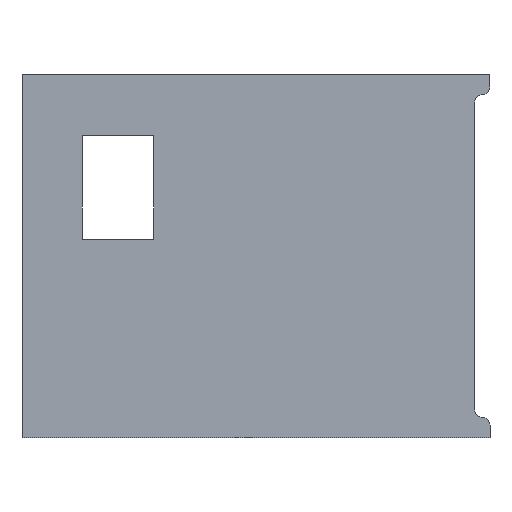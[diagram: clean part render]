
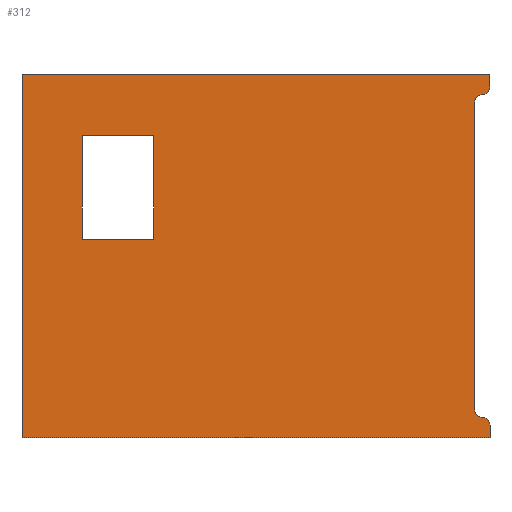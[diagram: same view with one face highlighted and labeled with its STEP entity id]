
A CAD part, left-side view. The second image highlights one B-rep face of the part: STEP entity #312.
In plain terms, the highlighted planar face has unit normal (-1, 0, 0).
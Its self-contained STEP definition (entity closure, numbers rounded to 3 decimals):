
#16=FACE_BOUND('',#62,.T.);
#28=PLANE('',#350);
#44=FACE_OUTER_BOUND('',#61,.T.);
#61=EDGE_LOOP('',(#279,#280,#281,#282,#283,#284,#285,#286,#287,#288));
#62=EDGE_LOOP('',(#289,#290,#291,#292));
#67=LINE('',#450,#101);
#72=LINE('',#468,#106);
#82=LINE('',#493,#116);
#84=LINE('',#498,#118);
#87=LINE('',#503,#121);
#89=LINE('',#507,#123);
#91=LINE('',#510,#125);
#92=LINE('',#513,#126);
#94=LINE('',#517,#128);
#96=LINE('',#520,#130);
#101=VECTOR('',#365,10.);
#106=VECTOR('',#384,10.);
#116=VECTOR('',#404,10.);
#118=VECTOR('',#408,10.);
#121=VECTOR('',#413,10.);
#123=VECTOR('',#417,10.);
#125=VECTOR('',#421,10.);
#126=VECTOR('',#424,10.);
#128=VECTOR('',#428,10.);
#130=VECTOR('',#432,10.);
#132=CIRCLE('',#329,7.5);
#134=CIRCLE('',#333,7.5);
#136=CIRCLE('',#336,7.5);
#138=CIRCLE('',#341,7.5);
#141=VERTEX_POINT('',#440);
#142=VERTEX_POINT('',#442);
#144=VERTEX_POINT('',#448);
#146=VERTEX_POINT('',#454);
#148=VERTEX_POINT('',#460);
#150=VERTEX_POINT('',#466);
#159=VERTEX_POINT('',#488);
#160=VERTEX_POINT('',#492);
#161=VERTEX_POINT('',#496);
#162=VERTEX_POINT('',#497);
#163=VERTEX_POINT('',#502);
#164=VERTEX_POINT('',#506);
#165=VERTEX_POINT('',#512);
#166=VERTEX_POINT('',#516);
#169=EDGE_CURVE('',#141,#142,#132,.T.);
#173=EDGE_CURVE('',#141,#144,#67,.T.);
#176=EDGE_CURVE('',#146,#144,#134,.T.);
#179=EDGE_CURVE('',#148,#146,#136,.T.);
#182=EDGE_CURVE('',#148,#150,#72,.T.);
#192=EDGE_CURVE('',#142,#159,#138,.T.);
#194=EDGE_CURVE('',#160,#159,#82,.T.);
#196=EDGE_CURVE('',#161,#162,#84,.T.);
#199=EDGE_CURVE('',#162,#163,#87,.T.);
#201=EDGE_CURVE('',#163,#164,#89,.T.);
#203=EDGE_CURVE('',#164,#161,#91,.T.);
#204=EDGE_CURVE('',#165,#160,#92,.T.);
#206=EDGE_CURVE('',#166,#165,#94,.T.);
#208=EDGE_CURVE('',#150,#166,#96,.T.);
#279=ORIENTED_EDGE('',*,*,#179,.F.);
#280=ORIENTED_EDGE('',*,*,#182,.T.);
#281=ORIENTED_EDGE('',*,*,#208,.T.);
#282=ORIENTED_EDGE('',*,*,#206,.T.);
#283=ORIENTED_EDGE('',*,*,#204,.T.);
#284=ORIENTED_EDGE('',*,*,#194,.T.);
#285=ORIENTED_EDGE('',*,*,#192,.F.);
#286=ORIENTED_EDGE('',*,*,#169,.F.);
#287=ORIENTED_EDGE('',*,*,#173,.T.);
#288=ORIENTED_EDGE('',*,*,#176,.F.);
#289=ORIENTED_EDGE('',*,*,#196,.T.);
#290=ORIENTED_EDGE('',*,*,#199,.T.);
#291=ORIENTED_EDGE('',*,*,#201,.T.);
#292=ORIENTED_EDGE('',*,*,#203,.T.);
#312=ADVANCED_FACE('',(#44,#16),#28,.T.);
#329=AXIS2_PLACEMENT_3D('',#443,#358,#359);
#333=AXIS2_PLACEMENT_3D('',#456,#371,#372);
#336=AXIS2_PLACEMENT_3D('',#462,#378,#379);
#341=AXIS2_PLACEMENT_3D('',#489,#399,#400);
#350=AXIS2_PLACEMENT_3D('',#521,#433,#434);
#358=DIRECTION('center_axis',(-1.,0.,0.));
#359=DIRECTION('ref_axis',(0.,0.707,-0.707));
#365=DIRECTION('',(0.,0.,1.));
#371=DIRECTION('center_axis',(-1.,0.,0.));
#372=DIRECTION('ref_axis',(0.,0.707,-0.707));
#378=DIRECTION('center_axis',(1.,0.,0.));
#379=DIRECTION('ref_axis',(0.,0.707,-0.707));
#384=DIRECTION('',(0.,0.,1.));
#399=DIRECTION('center_axis',(1.,0.,0.));
#400=DIRECTION('ref_axis',(0.,-0.707,0.707));
#404=DIRECTION('',(0.,0.,1.));
#408=DIRECTION('',(0.,-1.,0.));
#413=DIRECTION('',(0.,0.,-1.));
#417=DIRECTION('',(0.,1.,0.));
#421=DIRECTION('',(0.,0.,1.));
#424=DIRECTION('',(0.,-1.,0.));
#428=DIRECTION('',(0.,0.,-1.));
#432=DIRECTION('',(0.,1.,0.));
#433=DIRECTION('center_axis',(-1.,0.,0.));
#434=DIRECTION('ref_axis',(0.,0.,1.));
#440=CARTESIAN_POINT('',(-24.2,-4.946,47.4));
#442=CARTESIAN_POINT('',(-24.2,-12.446,39.9));
#443=CARTESIAN_POINT('Origin',(-24.2,-12.446,47.4));
#448=CARTESIAN_POINT('',(-24.2,-4.946,349.5));
#450=CARTESIAN_POINT('',(-24.2,-4.946,365.));
#454=CARTESIAN_POINT('',(-24.2,-12.446,357.));
#456=CARTESIAN_POINT('Origin',(-24.2,-12.446,349.5));
#460=CARTESIAN_POINT('',(-24.2,-19.946,364.5));
#462=CARTESIAN_POINT('Origin',(-24.2,-12.446,364.5));
#466=CARTESIAN_POINT('',(-24.2,-19.946,377.));
#468=CARTESIAN_POINT('',(-24.2,-19.946,377.));
#488=CARTESIAN_POINT('',(-24.2,-19.946,32.4));
#489=CARTESIAN_POINT('Origin',(-24.2,-12.446,32.4));
#492=CARTESIAN_POINT('',(-24.2,-19.946,19.9));
#493=CARTESIAN_POINT('',(-24.2,-19.946,377.));
#496=CARTESIAN_POINT('',(-24.2,380.429,317.));
#497=CARTESIAN_POINT('',(-24.2,310.544,317.));
#498=CARTESIAN_POINT('',(-24.2,260.236,317.));
#502=CARTESIAN_POINT('',(-24.2,310.544,214.86));
#503=CARTESIAN_POINT('',(-24.2,310.544,293.93));
#506=CARTESIAN_POINT('',(-24.2,380.429,214.86));
#507=CARTESIAN_POINT('',(-24.2,295.179,214.86));
#510=CARTESIAN_POINT('',(-24.2,380.429,345.));
#512=CARTESIAN_POINT('',(-24.2,439.804,19.9));
#513=CARTESIAN_POINT('',(-24.2,-19.946,19.9));
#516=CARTESIAN_POINT('',(-24.2,439.804,377.));
#517=CARTESIAN_POINT('',(-24.2,439.804,19.9));
#520=CARTESIAN_POINT('',(-24.2,439.804,377.));
#521=CARTESIAN_POINT('Origin',(-24.2,209.929,373.));
